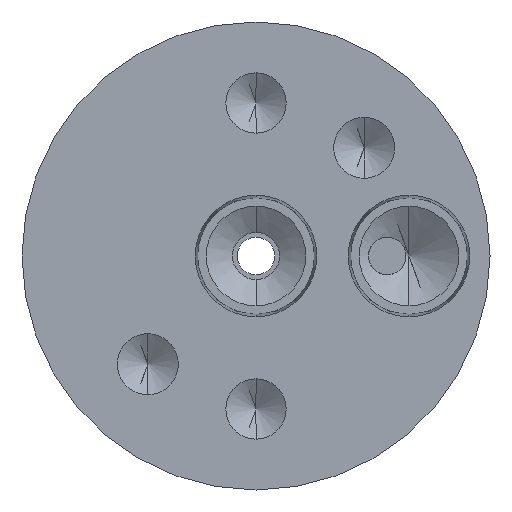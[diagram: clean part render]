
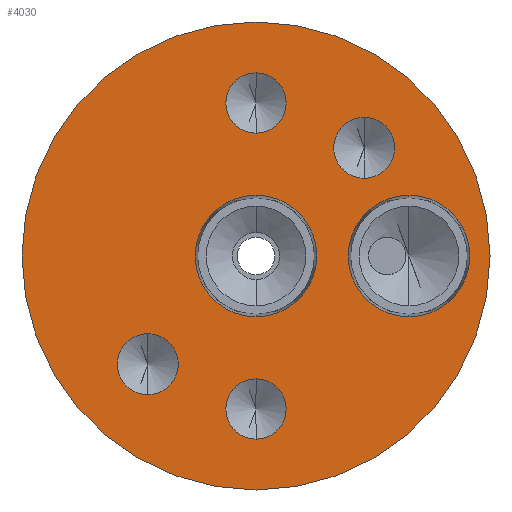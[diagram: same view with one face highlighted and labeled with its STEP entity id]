
A CAD part, front view. The second image highlights one B-rep face of the part: STEP entity #4030.
In plain terms, the highlighted planar face has unit normal (0, -1, 0).
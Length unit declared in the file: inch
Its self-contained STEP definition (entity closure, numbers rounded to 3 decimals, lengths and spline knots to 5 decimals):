
#37 = ORIENTED_EDGE ( 'NONE', *, *, #3874, .F. ) ;
#86 = FACE_BOUND ( 'NONE', #3837, .T. ) ;
#93 = DIRECTION ( 'NONE',  ( 0., 1., 0. ) ) ;
#115 = CARTESIAN_POINT ( 'NONE',  ( 0., -0.625, 0.51 ) ) ;
#119 = CARTESIAN_POINT ( 'NONE',  ( -0.36062, -0.625, -0.36062 ) ) ;
#143 = CIRCLE ( 'NONE', #3265, 0.10156 ) ;
#158 = ORIENTED_EDGE ( 'NONE', *, *, #194, .F. ) ;
#194 = EDGE_CURVE ( 'NONE', #3152, #1418, #3068, .T. ) ;
#253 = CARTESIAN_POINT ( 'NONE',  ( 0., -0.625, 0.51 ) ) ;
#271 = DIRECTION ( 'NONE',  ( 0., 0., -1. ) ) ;
#276 = AXIS2_PLACEMENT_3D ( 'NONE', #3087, #93, #1706 ) ;
#305 = EDGE_CURVE ( 'NONE', #4314, #442, #3631, .T. ) ;
#387 = PLANE ( 'NONE',  #4408 ) ;
#442 = VERTEX_POINT ( 'NONE', #2326 ) ;
#458 = DIRECTION ( 'NONE',  ( 0., -1., 0. ) ) ;
#464 = DIRECTION ( 'NONE',  ( 0., 0., -1. ) ) ;
#483 = EDGE_LOOP ( 'NONE', ( #2947, #3892 ) ) ;
#501 = VERTEX_POINT ( 'NONE', #1113 ) ;
#521 = CARTESIAN_POINT ( 'NONE',  ( 0., -0.625, -0.4095 ) ) ;
#540 = AXIS2_PLACEMENT_3D ( 'NONE', #838, #2777, #4250 ) ;
#557 = VERTEX_POINT ( 'NONE', #2934 ) ;
#563 = CARTESIAN_POINT ( 'NONE',  ( 0.51, -0.625, 0. ) ) ;
#620 = CARTESIAN_POINT ( 'NONE',  ( 0., -0.625, 0. ) ) ;
#703 = FACE_BOUND ( 'NONE', #1636, .T. ) ;
#740 = ORIENTED_EDGE ( 'NONE', *, *, #3571, .F. ) ;
#757 = CARTESIAN_POINT ( 'NONE',  ( 0.51, -0.625, 0.2025 ) ) ;
#783 = AXIS2_PLACEMENT_3D ( 'NONE', #119, #2572, #464 ) ;
#838 = CARTESIAN_POINT ( 'NONE',  ( 0., -0.625, 0. ) ) ;
#850 = AXIS2_PLACEMENT_3D ( 'NONE', #3231, #3934, #1185 ) ;
#876 = DIRECTION ( 'NONE',  ( 0., 0., -1. ) ) ;
#1062 = CIRCLE ( 'NONE', #4194, 0.1005 ) ;
#1081 = AXIS2_PLACEMENT_3D ( 'NONE', #253, #1558, #271 ) ;
#1113 = CARTESIAN_POINT ( 'NONE',  ( -0.36062, -0.625, -0.46219 ) ) ;
#1156 = CARTESIAN_POINT ( 'NONE',  ( 0., -0.625, -0.51 ) ) ;
#1185 = DIRECTION ( 'NONE',  ( 0., 0., -1. ) ) ;
#1204 = DIRECTION ( 'NONE',  ( 0., 0., -1. ) ) ;
#1340 = VERTEX_POINT ( 'NONE', #4064 ) ;
#1375 = ORIENTED_EDGE ( 'NONE', *, *, #1868, .F. ) ;
#1402 = EDGE_CURVE ( 'NONE', #2459, #1832, #1963, .T. ) ;
#1418 = VERTEX_POINT ( 'NONE', #757 ) ;
#1436 = FACE_OUTER_BOUND ( 'NONE', #2667, .T. ) ;
#1467 = VERTEX_POINT ( 'NONE', #1991 ) ;
#1536 = AXIS2_PLACEMENT_3D ( 'NONE', #620, #3259, #2229 ) ;
#1558 = DIRECTION ( 'NONE',  ( 0., -1., 0. ) ) ;
#1562 = EDGE_LOOP ( 'NONE', ( #4069, #3600 ) ) ;
#1563 = CIRCLE ( 'NONE', #4191, 0.1005 ) ;
#1585 = DIRECTION ( 'NONE',  ( 0., 0., -1. ) ) ;
#1636 = EDGE_LOOP ( 'NONE', ( #2166, #1375 ) ) ;
#1699 = CIRCLE ( 'NONE', #783, 0.10156 ) ;
#1706 = DIRECTION ( 'NONE',  ( 0., 0., 1. ) ) ;
#1816 = VERTEX_POINT ( 'NONE', #4370 ) ;
#1820 = DIRECTION ( 'NONE',  ( 0., -1., 0. ) ) ;
#1832 = VERTEX_POINT ( 'NONE', #3973 ) ;
#1847 = EDGE_LOOP ( 'NONE', ( #37, #2767 ) ) ;
#1868 = EDGE_CURVE ( 'NONE', #2180, #1467, #2415, .T. ) ;
#1921 = EDGE_CURVE ( 'NONE', #4155, #1340, #3486, .T. ) ;
#1932 = CARTESIAN_POINT ( 'NONE',  ( -0.36062, -0.625, -0.36062 ) ) ;
#1955 = CARTESIAN_POINT ( 'NONE',  ( 0., -0.625, -0.51 ) ) ;
#1963 = CIRCLE ( 'NONE', #276, 0.78 ) ;
#1973 = CARTESIAN_POINT ( 'NONE',  ( 0., -0.625, -0.78 ) ) ;
#1991 = CARTESIAN_POINT ( 'NONE',  ( 0., -0.625, -0.6105 ) ) ;
#1998 = AXIS2_PLACEMENT_3D ( 'NONE', #1156, #1820, #1204 ) ;
#2013 = CARTESIAN_POINT ( 'NONE',  ( 0., -0.625, 0.2025 ) ) ;
#2157 = DIRECTION ( 'NONE',  ( 0., 0., -1. ) ) ;
#2166 = ORIENTED_EDGE ( 'NONE', *, *, #2515, .F. ) ;
#2180 = VERTEX_POINT ( 'NONE', #521 ) ;
#2229 = DIRECTION ( 'NONE',  ( 0., 0., 1. ) ) ;
#2259 = AXIS2_PLACEMENT_3D ( 'NONE', #3118, #4123, #3093 ) ;
#2326 = CARTESIAN_POINT ( 'NONE',  ( 0., -0.625, -0.2025 ) ) ;
#2372 = EDGE_CURVE ( 'NONE', #1816, #2449, #3675, .T. ) ;
#2415 = CIRCLE ( 'NONE', #1998, 0.1005 ) ;
#2449 = VERTEX_POINT ( 'NONE', #2564 ) ;
#2453 = FACE_BOUND ( 'NONE', #2719, .T. ) ;
#2459 = VERTEX_POINT ( 'NONE', #1973 ) ;
#2515 = EDGE_CURVE ( 'NONE', #1467, #2180, #1062, .T. ) ;
#2564 = CARTESIAN_POINT ( 'NONE',  ( 0.36062, -0.625, 0.25906 ) ) ;
#2572 = DIRECTION ( 'NONE',  ( 0., -1., 0. ) ) ;
#2622 = DIRECTION ( 'NONE',  ( 0., 0., -1. ) ) ;
#2651 = EDGE_CURVE ( 'NONE', #501, #557, #1699, .T. ) ;
#2667 = EDGE_LOOP ( 'NONE', ( #3460, #3341 ) ) ;
#2684 = DIRECTION ( 'NONE',  ( 0., 0., -1. ) ) ;
#2719 = EDGE_LOOP ( 'NONE', ( #158, #740 ) ) ;
#2744 = CIRCLE ( 'NONE', #850, 0.10156 ) ;
#2767 = ORIENTED_EDGE ( 'NONE', *, *, #2372, .F. ) ;
#2777 = DIRECTION ( 'NONE',  ( 0., -1., 0. ) ) ;
#2786 = CARTESIAN_POINT ( 'NONE',  ( -0.78, -0.625, 0. ) ) ;
#2873 = DIRECTION ( 'NONE',  ( 0., -1., 0. ) ) ;
#2877 = CIRCLE ( 'NONE', #4313, 0.2025 ) ;
#2934 = CARTESIAN_POINT ( 'NONE',  ( -0.36062, -0.625, -0.25906 ) ) ;
#2947 = ORIENTED_EDGE ( 'NONE', *, *, #3902, .F. ) ;
#2971 = CIRCLE ( 'NONE', #3190, 0.2025 ) ;
#3068 = CIRCLE ( 'NONE', #3490, 0.2025 ) ;
#3082 = FACE_BOUND ( 'NONE', #1847, .T. ) ;
#3087 = CARTESIAN_POINT ( 'NONE',  ( 0., -0.625, 0. ) ) ;
#3093 = DIRECTION ( 'NONE',  ( 0., 0., -1. ) ) ;
#3101 = DIRECTION ( 'NONE',  ( 0., -1., 0. ) ) ;
#3118 = CARTESIAN_POINT ( 'NONE',  ( 0.36062, -0.625, 0.36062 ) ) ;
#3126 = FACE_BOUND ( 'NONE', #1562, .T. ) ;
#3152 = VERTEX_POINT ( 'NONE', #3738 ) ;
#3153 = DIRECTION ( 'NONE',  ( 0., 0., -1. ) ) ;
#3190 = AXIS2_PLACEMENT_3D ( 'NONE', #3273, #4324, #1585 ) ;
#3206 = DIRECTION ( 'NONE',  ( 0., -1., 0. ) ) ;
#3231 = CARTESIAN_POINT ( 'NONE',  ( 0.36062, -0.625, 0.36062 ) ) ;
#3259 = DIRECTION ( 'NONE',  ( 0., 1., 0. ) ) ;
#3265 = AXIS2_PLACEMENT_3D ( 'NONE', #1932, #3206, #876 ) ;
#3267 = CARTESIAN_POINT ( 'NONE',  ( 0., -0.625, 0.6105 ) ) ;
#3273 = CARTESIAN_POINT ( 'NONE',  ( 0., -0.625, 0. ) ) ;
#3341 = ORIENTED_EDGE ( 'NONE', *, *, #1402, .F. ) ;
#3434 = CIRCLE ( 'NONE', #1536, 0.78 ) ;
#3452 = FACE_BOUND ( 'NONE', #483, .T. ) ;
#3460 = ORIENTED_EDGE ( 'NONE', *, *, #3602, .F. ) ;
#3486 = CIRCLE ( 'NONE', #1081, 0.1005 ) ;
#3490 = AXIS2_PLACEMENT_3D ( 'NONE', #3895, #3539, #3492 ) ;
#3492 = DIRECTION ( 'NONE',  ( 0., 0., -1. ) ) ;
#3539 = DIRECTION ( 'NONE',  ( 0., -1., 0. ) ) ;
#3571 = EDGE_CURVE ( 'NONE', #1418, #3152, #2877, .T. ) ;
#3600 = ORIENTED_EDGE ( 'NONE', *, *, #1921, .F. ) ;
#3602 = EDGE_CURVE ( 'NONE', #1832, #2459, #3434, .T. ) ;
#3631 = CIRCLE ( 'NONE', #540, 0.2025 ) ;
#3675 = CIRCLE ( 'NONE', #2259, 0.10156 ) ;
#3681 = DIRECTION ( 'NONE',  ( 0., -1., 0. ) ) ;
#3738 = CARTESIAN_POINT ( 'NONE',  ( 0.51, -0.625, -0.2025 ) ) ;
#3810 = EDGE_CURVE ( 'NONE', #557, #501, #143, .T. ) ;
#3837 = EDGE_LOOP ( 'NONE', ( #4333, #4378 ) ) ;
#3874 = EDGE_CURVE ( 'NONE', #2449, #1816, #2744, .T. ) ;
#3892 = ORIENTED_EDGE ( 'NONE', *, *, #305, .F. ) ;
#3895 = CARTESIAN_POINT ( 'NONE',  ( 0.51, -0.625, 0. ) ) ;
#3902 = EDGE_CURVE ( 'NONE', #442, #4314, #2971, .T. ) ;
#3934 = DIRECTION ( 'NONE',  ( 0., -1., 0. ) ) ;
#3973 = CARTESIAN_POINT ( 'NONE',  ( 0., -0.625, 0.78 ) ) ;
#4030 = ADVANCED_FACE ( 'NONE', ( #3082, #86, #2453, #3126, #703, #3452, #1436 ), #387, .T. ) ;
#4064 = CARTESIAN_POINT ( 'NONE',  ( 0., -0.625, 0.4095 ) ) ;
#4069 = ORIENTED_EDGE ( 'NONE', *, *, #4119, .F. ) ;
#4119 = EDGE_CURVE ( 'NONE', #1340, #4155, #1563, .T. ) ;
#4123 = DIRECTION ( 'NONE',  ( 0., -1., 0. ) ) ;
#4155 = VERTEX_POINT ( 'NONE', #3267 ) ;
#4191 = AXIS2_PLACEMENT_3D ( 'NONE', #115, #458, #2157 ) ;
#4194 = AXIS2_PLACEMENT_3D ( 'NONE', #1955, #3681, #2684 ) ;
#4250 = DIRECTION ( 'NONE',  ( 0., 0., -1. ) ) ;
#4313 = AXIS2_PLACEMENT_3D ( 'NONE', #563, #2873, #2622 ) ;
#4314 = VERTEX_POINT ( 'NONE', #2013 ) ;
#4324 = DIRECTION ( 'NONE',  ( 0., -1., 0. ) ) ;
#4333 = ORIENTED_EDGE ( 'NONE', *, *, #2651, .F. ) ;
#4370 = CARTESIAN_POINT ( 'NONE',  ( 0.36062, -0.625, 0.46219 ) ) ;
#4378 = ORIENTED_EDGE ( 'NONE', *, *, #3810, .F. ) ;
#4408 = AXIS2_PLACEMENT_3D ( 'NONE', #2786, #3101, #3153 ) ;
